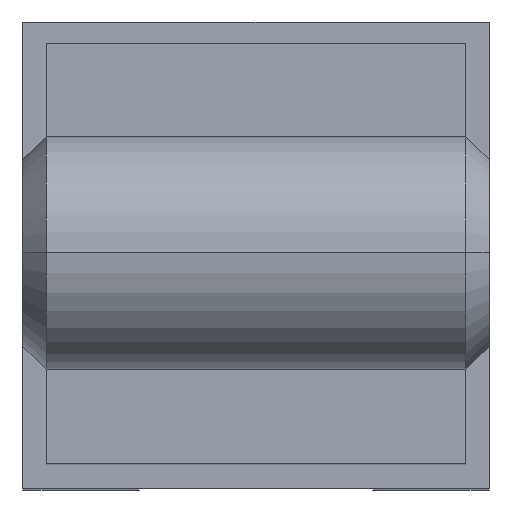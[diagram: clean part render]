
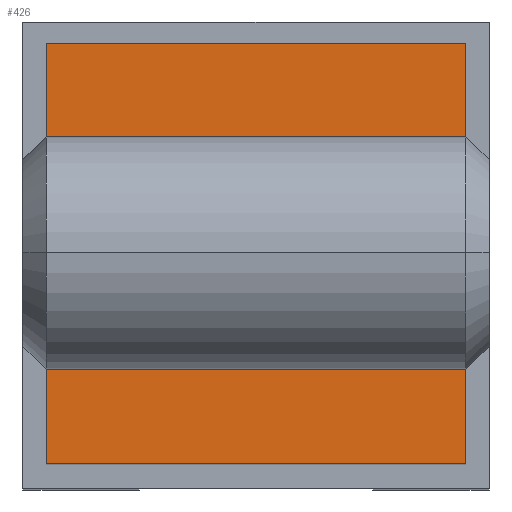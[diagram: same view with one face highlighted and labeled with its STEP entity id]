
A CAD part, top view. The second image highlights one B-rep face of the part: STEP entity #426.
In plain terms, the highlighted planar face has unit normal (0, 0, 1).
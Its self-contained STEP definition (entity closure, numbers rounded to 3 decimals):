
#1 = DIRECTION ( 'NONE',  ( 0., 1., 0. ) ) ;
#5 = VERTEX_POINT ( 'NONE', #964 ) ;
#9 = DIRECTION ( 'NONE',  ( 1., 0., 0. ) ) ;
#10 = FACE_OUTER_BOUND ( 'NONE', #623, .T. ) ;
#11 = EDGE_LOOP ( 'NONE', ( #496, #918, #13, #509 ) ) ;
#13 = ORIENTED_EDGE ( 'NONE', *, *, #950, .F. ) ;
#74 = CARTESIAN_POINT ( 'NONE',  ( 0., 0., 69.675 ) ) ;
#136 = VECTOR ( 'NONE', #1, 1000. ) ;
#165 = ORIENTED_EDGE ( 'NONE', *, *, #378, .T. ) ;
#180 = LINE ( 'NONE', #1040, #914 ) ;
#193 = ORIENTED_EDGE ( 'NONE', *, *, #579, .T. ) ;
#232 = LINE ( 'NONE', #499, #845 ) ;
#238 = CARTESIAN_POINT ( 'NONE',  ( -18.72, -18.72, 69.675 ) ) ;
#241 = CARTESIAN_POINT ( 'NONE',  ( -8.32, -8.32, 69.675 ) ) ;
#263 = AXIS2_PLACEMENT_3D ( 'NONE', #74, #664, #9 ) ;
#267 = VECTOR ( 'NONE', #341, 1000. ) ;
#268 = VERTEX_POINT ( 'NONE', #404 ) ;
#283 = VECTOR ( 'NONE', #836, 1000. ) ;
#298 = LINE ( 'NONE', #338, #136 ) ;
#303 = VERTEX_POINT ( 'NONE', #241 ) ;
#338 = CARTESIAN_POINT ( 'NONE',  ( 18.72, -18.72, 69.675 ) ) ;
#341 = DIRECTION ( 'NONE',  ( 0., -1., 0. ) ) ;
#343 = EDGE_CURVE ( 'NONE', #597, #983, #465, .T. ) ;
#360 = EDGE_CURVE ( 'NONE', #5, #938, #830, .T. ) ;
#378 = EDGE_CURVE ( 'NONE', #799, #268, #298, .T. ) ;
#379 = CARTESIAN_POINT ( 'NONE',  ( 18.72, -18.72, 69.675 ) ) ;
#394 = DIRECTION ( 'NONE',  ( -1., 0., 0. ) ) ;
#404 = CARTESIAN_POINT ( 'NONE',  ( 18.72, 18.72, 69.675 ) ) ;
#426 = ADVANCED_FACE ( 'NONE', ( #10, #1065 ), #741, .T. ) ;
#429 = LINE ( 'NONE', #973, #633 ) ;
#435 = CARTESIAN_POINT ( 'NONE',  ( -8.32, 8.32, 69.675 ) ) ;
#465 = LINE ( 'NONE', #968, #267 ) ;
#493 = VERTEX_POINT ( 'NONE', #435 ) ;
#496 = ORIENTED_EDGE ( 'NONE', *, *, #853, .F. ) ;
#499 = CARTESIAN_POINT ( 'NONE',  ( -8.32, -8.32, 69.675 ) ) ;
#502 = CARTESIAN_POINT ( 'NONE',  ( 8.32, 8.32, 69.675 ) ) ;
#509 = ORIENTED_EDGE ( 'NONE', *, *, #360, .F. ) ;
#578 = ORIENTED_EDGE ( 'NONE', *, *, #343, .T. ) ;
#579 = EDGE_CURVE ( 'NONE', #983, #799, #1045, .T. ) ;
#590 = ORIENTED_EDGE ( 'NONE', *, *, #1046, .T. ) ;
#591 = DIRECTION ( 'NONE',  ( 1., 0., 0. ) ) ;
#597 = VERTEX_POINT ( 'NONE', #943 ) ;
#623 = EDGE_LOOP ( 'NONE', ( #578, #193, #165, #590 ) ) ;
#633 = VECTOR ( 'NONE', #394, 1000. ) ;
#664 = DIRECTION ( 'NONE',  ( 0., 0., 1. ) ) ;
#667 = DIRECTION ( 'NONE',  ( 0., -1., 0. ) ) ;
#741 = PLANE ( 'NONE',  #263 ) ;
#799 = VERTEX_POINT ( 'NONE', #379 ) ;
#830 = LINE ( 'NONE', #502, #283 ) ;
#836 = DIRECTION ( 'NONE',  ( 0., 1., 0. ) ) ;
#845 = VECTOR ( 'NONE', #667, 1000. ) ;
#853 = EDGE_CURVE ( 'NONE', #303, #5, #180, .T. ) ;
#857 = CARTESIAN_POINT ( 'NONE',  ( -18.72, -18.72, 69.675 ) ) ;
#858 = LINE ( 'NONE', #921, #904 ) ;
#892 = CARTESIAN_POINT ( 'NONE',  ( 8.32, 8.32, 69.675 ) ) ;
#904 = VECTOR ( 'NONE', #912, 1000. ) ;
#912 = DIRECTION ( 'NONE',  ( -1., 0., 0. ) ) ;
#914 = VECTOR ( 'NONE', #1039, 1000. ) ;
#918 = ORIENTED_EDGE ( 'NONE', *, *, #1033, .F. ) ;
#921 = CARTESIAN_POINT ( 'NONE',  ( 18.72, 18.72, 69.675 ) ) ;
#936 = VECTOR ( 'NONE', #591, 1000. ) ;
#938 = VERTEX_POINT ( 'NONE', #892 ) ;
#943 = CARTESIAN_POINT ( 'NONE',  ( -18.72, 18.72, 69.675 ) ) ;
#950 = EDGE_CURVE ( 'NONE', #938, #493, #429, .T. ) ;
#964 = CARTESIAN_POINT ( 'NONE',  ( 8.32, -8.32, 69.675 ) ) ;
#968 = CARTESIAN_POINT ( 'NONE',  ( -18.72, 18.72, 69.675 ) ) ;
#973 = CARTESIAN_POINT ( 'NONE',  ( -8.32, 8.32, 69.675 ) ) ;
#983 = VERTEX_POINT ( 'NONE', #238 ) ;
#1033 = EDGE_CURVE ( 'NONE', #493, #303, #232, .T. ) ;
#1039 = DIRECTION ( 'NONE',  ( 1., 0., 0. ) ) ;
#1040 = CARTESIAN_POINT ( 'NONE',  ( 8.32, -8.32, 69.675 ) ) ;
#1045 = LINE ( 'NONE', #857, #936 ) ;
#1046 = EDGE_CURVE ( 'NONE', #268, #597, #858, .T. ) ;
#1065 = FACE_BOUND ( 'NONE', #11, .T. ) ;
